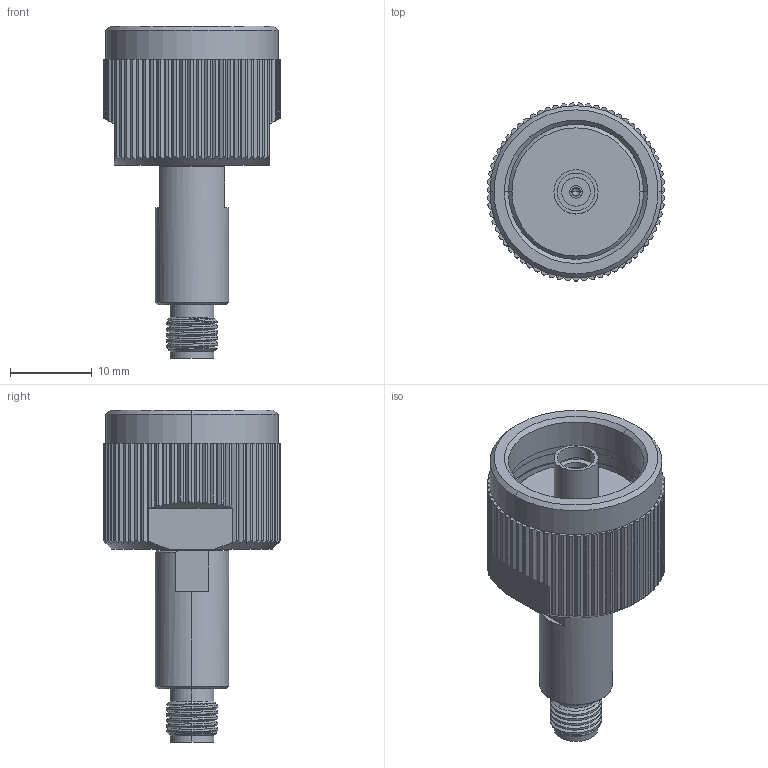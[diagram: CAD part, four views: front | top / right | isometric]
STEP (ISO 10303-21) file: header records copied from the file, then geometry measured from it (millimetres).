
FILE_DESCRIPTION (( 'STEP AP214' ), '1' );
FILE_NAME ('CT-3FN3F-LN1.STEP', '2025-01-24T22:58:22', ( '' ), ( '' ), 'SwSTEP 2.0', 'SolidWorks 2021', '' );
FILE_SCHEMA (( 'AUTOMOTIVE_DESIGN' ));
Length unit declared in the file: inch
Products named in the file (1): CT-3FN3F-LN1
Bounding box: 21.8 x 21.79 x 40.66 mm (x, y, z)
Volume: 5792.5 mm3; surface area: 3688.8 mm2
Topology: 3 solids, 4 shells, 391 faces, 1076 edges, 705 vertices
Faces by surface type: plane 214, cylinder 136, cone 39, bspline 2
Entity records: 18542 total; most frequent: CARTESIAN_POINT 3578, ORIENTED_EDGE 2136, DIRECTION 1983, EDGE_CURVE 1068, VERTEX_POINT 705, AXIS2_PLACEMENT_3D 700, LINE 583, VECTOR 583
